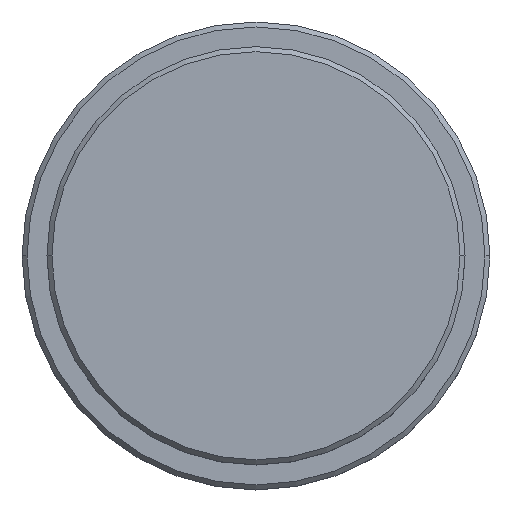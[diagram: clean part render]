
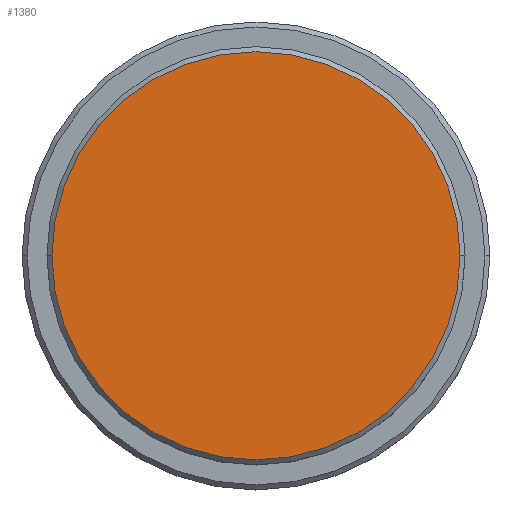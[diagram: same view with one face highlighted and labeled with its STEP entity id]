
A CAD part, top view. The second image highlights one B-rep face of the part: STEP entity #1380.
In plain terms, the highlighted planar face has unit normal (0, 0, 1).
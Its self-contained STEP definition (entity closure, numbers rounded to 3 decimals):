
#4 = DIRECTION ( 'NONE',  ( 0., 0., 1. ) ) ;
#63 = CIRCLE ( 'NONE', #864, 20.5 ) ;
#224 = PLANE ( 'NONE',  #1369 ) ;
#281 = EDGE_CURVE ( 'NONE', #1214, #1385, #1269, .T. ) ;
#441 = DIRECTION ( 'NONE',  ( 0., 0., 1. ) ) ;
#480 = ORIENTED_EDGE ( 'NONE', *, *, #981, .T. ) ;
#503 = EDGE_LOOP ( 'NONE', ( #480, #1156 ) ) ;
#522 = DIRECTION ( 'NONE',  ( 1., 0., 0. ) ) ;
#640 = DIRECTION ( 'NONE',  ( 0., 0., 1. ) ) ;
#864 = AXIS2_PLACEMENT_3D ( 'NONE', #1077, #4, #522 ) ;
#981 = EDGE_CURVE ( 'NONE', #1385, #1214, #63, .T. ) ;
#995 = FACE_OUTER_BOUND ( 'NONE', #503, .T. ) ;
#1005 = CARTESIAN_POINT ( 'NONE',  ( -20.5, 0., 0. ) ) ;
#1053 = CARTESIAN_POINT ( 'NONE',  ( 20.5, 0., 0. ) ) ;
#1077 = CARTESIAN_POINT ( 'NONE',  ( 0., 0., 0. ) ) ;
#1134 = AXIS2_PLACEMENT_3D ( 'NONE', #1190, #640, #1340 ) ;
#1156 = ORIENTED_EDGE ( 'NONE', *, *, #281, .T. ) ;
#1190 = CARTESIAN_POINT ( 'NONE',  ( 0., 0., 0. ) ) ;
#1214 = VERTEX_POINT ( 'NONE', #1053 ) ;
#1269 = CIRCLE ( 'NONE', #1134, 20.5 ) ;
#1287 = CARTESIAN_POINT ( 'NONE',  ( 0., 0., 0. ) ) ;
#1321 = DIRECTION ( 'NONE',  ( 1., 0., 0. ) ) ;
#1340 = DIRECTION ( 'NONE',  ( 1., 0., 0. ) ) ;
#1369 = AXIS2_PLACEMENT_3D ( 'NONE', #1287, #441, #1321 ) ;
#1380 = ADVANCED_FACE ( 'NONE', ( #995 ), #224, .T. ) ;
#1385 = VERTEX_POINT ( 'NONE', #1005 ) ;
